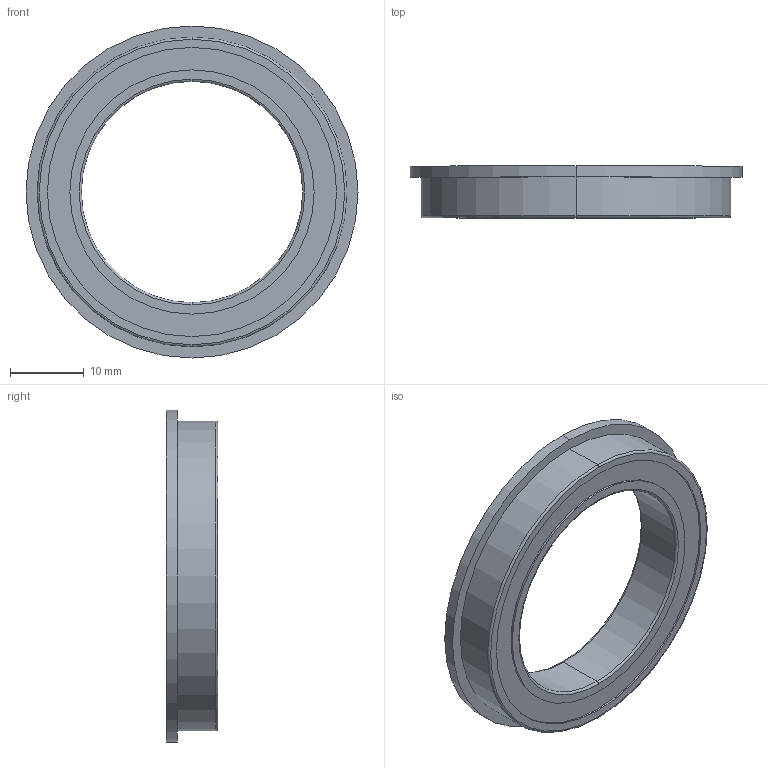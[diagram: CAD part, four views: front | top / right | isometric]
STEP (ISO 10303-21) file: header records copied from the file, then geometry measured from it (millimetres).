
FILE_DESCRIPTION (( 'STEP AP214' ), '1' );
FILE_NAME ('WCP-0299 Rev1.STEP', '2022-12-22T01:59:31', ( '' ), ( '' ), 'SwSTEP 2.0', 'SolidWorks 2020', '' );
FILE_SCHEMA (( 'AUTOMOTIVE_DESIGN' ));
Length unit declared in the file: inch
Products named in the file (1): WCP-0299 Rev1
Bounding box: 45 x 7 x 45 mm (x, y, z)
Volume: 4875.4 mm3; surface area: 3438.8 mm2
Topology: 1 solids, 1 shells, 27 faces, 54 edges, 34 vertices
Faces by surface type: cylinder 14, plane 7, torus 6
Entity records: 764 total; most frequent: DIRECTION 150, CARTESIAN_POINT 116, ORIENTED_EDGE 108, AXIS2_PLACEMENT_3D 68, EDGE_CURVE 54, CIRCLE 40, VERTEX_POINT 34, EDGE_LOOP 34
